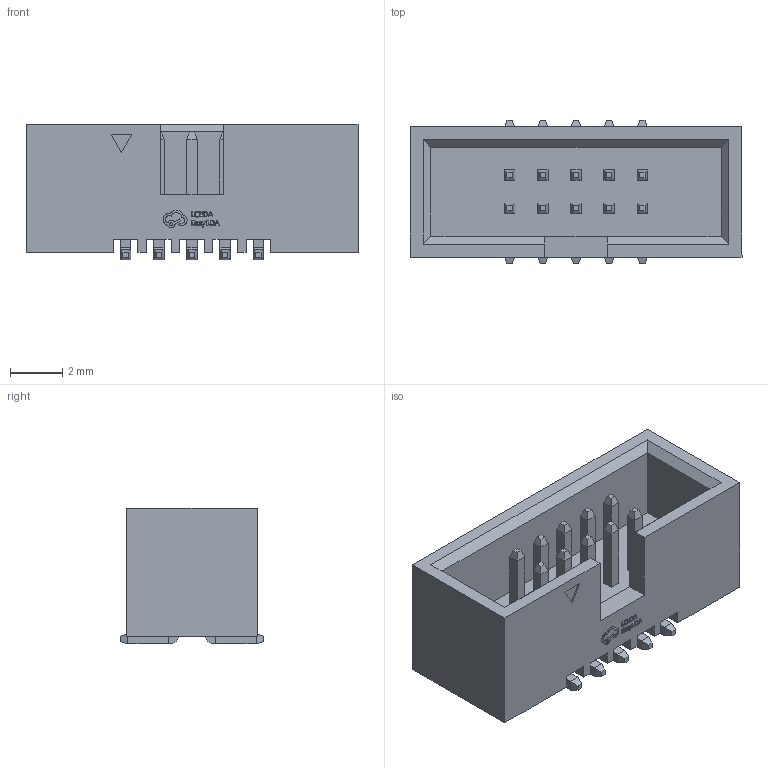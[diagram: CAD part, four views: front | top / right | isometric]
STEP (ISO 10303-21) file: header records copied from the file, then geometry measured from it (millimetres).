
FILE_DESCRIPTION (( 'STEP AP214' ), '1' );
FILE_NAME ('IDC-SMD_10P-P1.27-3220-10-0300-00.STEP', '2023-08-31T13:46:36', ( '' ), ( '' ), 'SwSTEP 2.0', 'SolidWorks 2020', '' );
FILE_SCHEMA (( 'AUTOMOTIVE_DESIGN' ));
Length unit declared in the file: millimetre
Products named in the file (1): IDC-SMD_10P-P1.27-3220-10-0300-00
Bounding box: 12.7 x 5.5 x 5.2 mm (x, y, z)
Volume: 184.2 mm3; surface area: 512.8 mm2
Topology: 9 solids, 9 shells, 567 faces, 1371 edges, 846 vertices
Faces by surface type: plane 449, bspline 98, cylinder 20
Entity records: 22940 total; most frequent: CARTESIAN_POINT 4091, ORIENTED_EDGE 2742, DIRECTION 2151, EDGE_CURVE 1371, LINE 1131, VECTOR 1131, VERTEX_POINT 846, EDGE_LOOP 607
